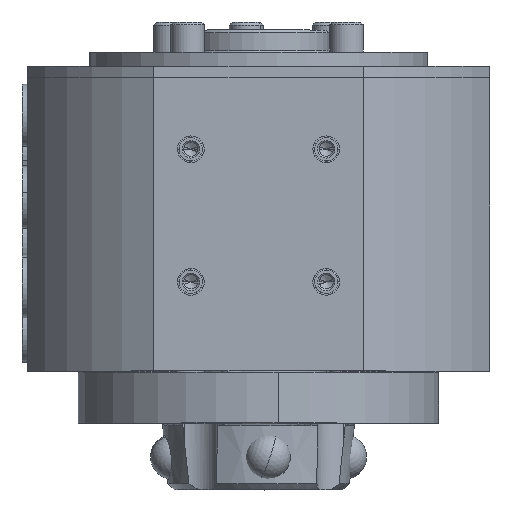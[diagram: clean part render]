
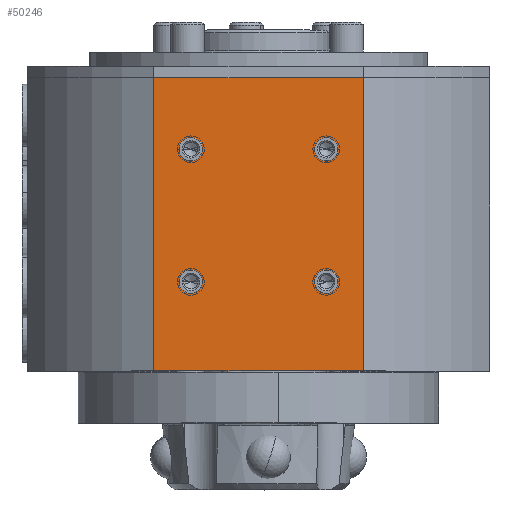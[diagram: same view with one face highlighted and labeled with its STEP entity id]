
A CAD part, top view. The second image highlights one B-rep face of the part: STEP entity #50246.
In plain terms, the highlighted planar face has unit normal (0, 0, 1).
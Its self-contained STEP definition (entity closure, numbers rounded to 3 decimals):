
#356 = VECTOR ( 'NONE', #24438, 1000. ) ;
#461 = ORIENTED_EDGE ( 'NONE', *, *, #40356, .F. ) ;
#580 = FACE_BOUND ( 'NONE', #9881, .T. ) ;
#1255 = CARTESIAN_POINT ( 'NONE',  ( -18.547, 2.4, 41. ) ) ;
#1556 = DIRECTION ( 'NONE',  ( 0., 0., 1. ) ) ;
#2777 = EDGE_CURVE ( 'NONE', #20225, #50447, #28440, .T. ) ;
#3530 = CARTESIAN_POINT ( 'NONE',  ( -14.1, -17.2, 41. ) ) ;
#3579 = EDGE_LOOP ( 'NONE', ( #39034, #28838, #38085, #7993 ) ) ;
#4463 = AXIS2_PLACEMENT_3D ( 'NONE', #37463, #22378, #6456 ) ;
#4667 = ORIENTED_EDGE ( 'NONE', *, *, #18345, .F. ) ;
#4742 = DIRECTION ( 'NONE',  ( 0., 0., 1. ) ) ;
#6250 = LINE ( 'NONE', #22694, #26662 ) ;
#6447 = CIRCLE ( 'NONE', #18122, 2.1 ) ;
#6456 = DIRECTION ( 'NONE',  ( 1., 0., 0. ) ) ;
#6553 = VERTEX_POINT ( 'NONE', #3530 ) ;
#6860 = CARTESIAN_POINT ( 'NONE',  ( 9.9, -17.2, 41. ) ) ;
#7847 = CARTESIAN_POINT ( 'NONE',  ( -9.9, -17.2, 41. ) ) ;
#7993 = ORIENTED_EDGE ( 'NONE', *, *, #30523, .T. ) ;
#7997 = EDGE_CURVE ( 'NONE', #10270, #13814, #12652, .T. ) ;
#8911 = CARTESIAN_POINT ( 'NONE',  ( -41., -56.5, 41. ) ) ;
#9093 = CIRCLE ( 'NONE', #30767, 2.1 ) ;
#9166 = FACE_BOUND ( 'NONE', #26832, .T. ) ;
#9881 = EDGE_LOOP ( 'NONE', ( #4667, #46852 ) ) ;
#9958 = VERTEX_POINT ( 'NONE', #43362 ) ;
#10270 = VERTEX_POINT ( 'NONE', #11846 ) ;
#11536 = CARTESIAN_POINT ( 'NONE',  ( -12., -40.7, 41. ) ) ;
#11846 = CARTESIAN_POINT ( 'NONE',  ( 14.1, -17.2, 41. ) ) ;
#12580 = VERTEX_POINT ( 'NONE', #27508 ) ;
#12652 = CIRCLE ( 'NONE', #50891, 2.1 ) ;
#13104 = AXIS2_PLACEMENT_3D ( 'NONE', #47395, #43725, #42967 ) ;
#13624 = CARTESIAN_POINT ( 'NONE',  ( -18.547, -56.5, 41. ) ) ;
#13814 = VERTEX_POINT ( 'NONE', #6860 ) ;
#13972 = ORIENTED_EDGE ( 'NONE', *, *, #19649, .F. ) ;
#14457 = ORIENTED_EDGE ( 'NONE', *, *, #7997, .F. ) ;
#16010 = PLANE ( 'NONE',  #17433 ) ;
#16915 = DIRECTION ( 'NONE',  ( 0., 0., 1. ) ) ;
#16969 = CARTESIAN_POINT ( 'NONE',  ( -12., -17.2, 41. ) ) ;
#17433 = AXIS2_PLACEMENT_3D ( 'NONE', #8911, #4742, #31892 ) ;
#17950 = LINE ( 'NONE', #1255, #50572 ) ;
#18063 = CARTESIAN_POINT ( 'NONE',  ( -9.9, -40.7, 41. ) ) ;
#18122 = AXIS2_PLACEMENT_3D ( 'NONE', #43647, #24153, #40002 ) ;
#18345 = EDGE_CURVE ( 'NONE', #38853, #6553, #19912, .T. ) ;
#18687 = DIRECTION ( 'NONE',  ( 1., 0., 0. ) ) ;
#19323 = AXIS2_PLACEMENT_3D ( 'NONE', #11536, #43764, #23767 ) ;
#19442 = DIRECTION ( 'NONE',  ( 1., 0., 0. ) ) ;
#19587 = ORIENTED_EDGE ( 'NONE', *, *, #2777, .F. ) ;
#19649 = EDGE_CURVE ( 'NONE', #13814, #10270, #9093, .T. ) ;
#19912 = CIRCLE ( 'NONE', #34008, 2.1 ) ;
#19949 = CARTESIAN_POINT ( 'NONE',  ( -12., -40.7, 41. ) ) ;
#20184 = FACE_BOUND ( 'NONE', #23182, .T. ) ;
#20225 = VERTEX_POINT ( 'NONE', #18063 ) ;
#20529 = ORIENTED_EDGE ( 'NONE', *, *, #43527, .F. ) ;
#20604 = EDGE_CURVE ( 'NONE', #48850, #9958, #6250, .T. ) ;
#21134 = DIRECTION ( 'NONE',  ( 1., 0., 0. ) ) ;
#21584 = DIRECTION ( 'NONE',  ( 1., 0., 0. ) ) ;
#21911 = ORIENTED_EDGE ( 'NONE', *, *, #31580, .F. ) ;
#22378 = DIRECTION ( 'NONE',  ( 0., 0., 1. ) ) ;
#22694 = CARTESIAN_POINT ( 'NONE',  ( 18.547, 2.4, 41. ) ) ;
#23182 = EDGE_LOOP ( 'NONE', ( #14457, #13972 ) ) ;
#23767 = DIRECTION ( 'NONE',  ( 1., 0., 0. ) ) ;
#24153 = DIRECTION ( 'NONE',  ( 0., 0., 1. ) ) ;
#24438 = DIRECTION ( 'NONE',  ( -1., 0., 0. ) ) ;
#24585 = FACE_BOUND ( 'NONE', #51248, .T. ) ;
#24950 = VERTEX_POINT ( 'NONE', #28798 ) ;
#25587 = CARTESIAN_POINT ( 'NONE',  ( -14.1, -40.7, 41. ) ) ;
#26662 = VECTOR ( 'NONE', #30245, 1000. ) ;
#26832 = EDGE_LOOP ( 'NONE', ( #19587, #461 ) ) ;
#27508 = CARTESIAN_POINT ( 'NONE',  ( 9.9, -40.7, 41. ) ) ;
#27982 = DIRECTION ( 'NONE',  ( 0., 0., 1. ) ) ;
#28440 = CIRCLE ( 'NONE', #19323, 2.1 ) ;
#28798 = CARTESIAN_POINT ( 'NONE',  ( -18.547, -4.5, 41. ) ) ;
#28838 = ORIENTED_EDGE ( 'NONE', *, *, #37059, .T. ) ;
#30245 = DIRECTION ( 'NONE',  ( 0., 1., 0. ) ) ;
#30523 = EDGE_CURVE ( 'NONE', #49345, #48850, #43069, .T. ) ;
#30767 = AXIS2_PLACEMENT_3D ( 'NONE', #45243, #16915, #21584 ) ;
#31183 = AXIS2_PLACEMENT_3D ( 'NONE', #19949, #31917, #44096 ) ;
#31580 = EDGE_CURVE ( 'NONE', #12580, #34449, #6447, .T. ) ;
#31892 = DIRECTION ( 'NONE',  ( 1., 0., 0. ) ) ;
#31917 = DIRECTION ( 'NONE',  ( 0., 0., 1. ) ) ;
#34008 = AXIS2_PLACEMENT_3D ( 'NONE', #16969, #1556, #21134 ) ;
#34449 = VERTEX_POINT ( 'NONE', #47516 ) ;
#36405 = VECTOR ( 'NONE', #19442, 1000. ) ;
#36856 = EDGE_CURVE ( 'NONE', #6553, #38853, #46050, .T. ) ;
#37059 = EDGE_CURVE ( 'NONE', #9958, #24950, #44428, .T. ) ;
#37463 = CARTESIAN_POINT ( 'NONE',  ( -12., -17.2, 41. ) ) ;
#38085 = ORIENTED_EDGE ( 'NONE', *, *, #44449, .T. ) ;
#38853 = VERTEX_POINT ( 'NONE', #7847 ) ;
#39034 = ORIENTED_EDGE ( 'NONE', *, *, #20604, .T. ) ;
#40002 = DIRECTION ( 'NONE',  ( 1., 0., 0. ) ) ;
#40356 = EDGE_CURVE ( 'NONE', #50447, #20225, #45252, .T. ) ;
#40664 = CARTESIAN_POINT ( 'NONE',  ( 18.547, -56.5, 41. ) ) ;
#42342 = CARTESIAN_POINT ( 'NONE',  ( 12., -17.2, 41. ) ) ;
#42967 = DIRECTION ( 'NONE',  ( 1., 0., 0. ) ) ;
#43069 = LINE ( 'NONE', #43576, #36405 ) ;
#43362 = CARTESIAN_POINT ( 'NONE',  ( 18.547, -4.5, 41. ) ) ;
#43527 = EDGE_CURVE ( 'NONE', #34449, #12580, #44660, .T. ) ;
#43576 = CARTESIAN_POINT ( 'NONE',  ( 45., -56.5, 41. ) ) ;
#43647 = CARTESIAN_POINT ( 'NONE',  ( 12., -40.7, 41. ) ) ;
#43725 = DIRECTION ( 'NONE',  ( 0., 0., 1. ) ) ;
#43764 = DIRECTION ( 'NONE',  ( 0., 0., 1. ) ) ;
#44096 = DIRECTION ( 'NONE',  ( 1., 0., 0. ) ) ;
#44317 = FACE_OUTER_BOUND ( 'NONE', #3579, .T. ) ;
#44428 = LINE ( 'NONE', #49560, #356 ) ;
#44449 = EDGE_CURVE ( 'NONE', #24950, #49345, #17950, .T. ) ;
#44660 = CIRCLE ( 'NONE', #13104, 2.1 ) ;
#45243 = CARTESIAN_POINT ( 'NONE',  ( 12., -17.2, 41. ) ) ;
#45252 = CIRCLE ( 'NONE', #31183, 2.1 ) ;
#46050 = CIRCLE ( 'NONE', #4463, 2.1 ) ;
#46852 = ORIENTED_EDGE ( 'NONE', *, *, #36856, .F. ) ;
#47395 = CARTESIAN_POINT ( 'NONE',  ( 12., -40.7, 41. ) ) ;
#47516 = CARTESIAN_POINT ( 'NONE',  ( 14.1, -40.7, 41. ) ) ;
#48850 = VERTEX_POINT ( 'NONE', #40664 ) ;
#48910 = DIRECTION ( 'NONE',  ( 0., -1., 0. ) ) ;
#49345 = VERTEX_POINT ( 'NONE', #13624 ) ;
#49560 = CARTESIAN_POINT ( 'NONE',  ( 45., -4.5, 41. ) ) ;
#50246 = ADVANCED_FACE ( 'NONE', ( #24585, #9166, #44317, #580, #20184 ), #16010, .T. ) ;
#50447 = VERTEX_POINT ( 'NONE', #25587 ) ;
#50572 = VECTOR ( 'NONE', #48910, 1000. ) ;
#50891 = AXIS2_PLACEMENT_3D ( 'NONE', #42342, #27982, #18687 ) ;
#51248 = EDGE_LOOP ( 'NONE', ( #20529, #21911 ) ) ;
